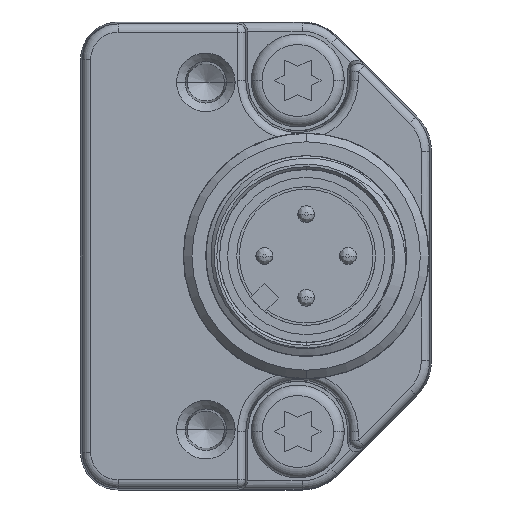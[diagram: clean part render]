
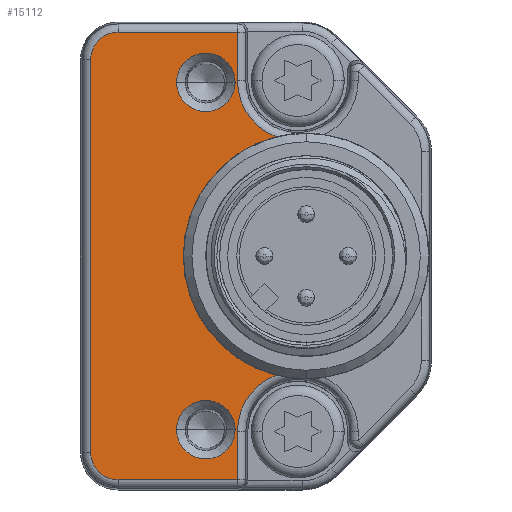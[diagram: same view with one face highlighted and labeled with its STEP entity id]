
A CAD part, left-side view. The second image highlights one B-rep face of the part: STEP entity #15112.
In plain terms, the highlighted planar face has unit normal (-1, 0, 0).
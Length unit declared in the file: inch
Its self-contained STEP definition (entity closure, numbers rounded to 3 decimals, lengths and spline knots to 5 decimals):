
#719=CARTESIAN_POINT('',(-0.51181,0.31496,
-0.41339));
#720=DIRECTION('',(1.,0.,0.));
#721=DIRECTION('',(0.,1.,0.));
#722=AXIS2_PLACEMENT_3D('',#719,#720,#721);
#724=DIRECTION('',(0.,0.,1.));
#725=VECTOR('',#724,0.11381);
#726=CARTESIAN_POINT('',(-0.51181,0.45723,
-0.5272));
#727=LINE('',#726,#725);
#728=DIRECTION('',(0.,-1.,0.));
#729=VECTOR('',#728,0.28096);
#730=CARTESIAN_POINT('',(-0.51181,0.73819,
-0.5272));
#731=LINE('',#730,#729);
#732=CARTESIAN_POINT('',(-0.51181,0.73819,
-0.4626));
#733=DIRECTION('',(-1.,0.,0.));
#734=DIRECTION('',(0.,1.,0.));
#735=AXIS2_PLACEMENT_3D('',#732,#733,#734);
#737=DIRECTION('',(0.,0.,-1.));
#738=VECTOR('',#737,0.9252);
#739=CARTESIAN_POINT('',(-0.51181,0.80279,
0.4626));
#740=LINE('',#739,#738);
#741=CARTESIAN_POINT('',(-0.51181,0.73819,
0.4626));
#742=DIRECTION('',(-1.,0.,0.));
#743=DIRECTION('',(0.,0.,1.));
#744=AXIS2_PLACEMENT_3D('',#741,#742,#743);
#746=DIRECTION('',(0.,1.,0.));
#747=VECTOR('',#746,0.28096);
#748=CARTESIAN_POINT('',(-0.51181,0.45723,
0.5272));
#749=LINE('',#748,#747);
#750=DIRECTION('',(0.,0.,1.));
#751=VECTOR('',#750,0.11381);
#752=CARTESIAN_POINT('',(-0.51181,0.45723,
0.41339));
#753=LINE('',#752,#751);
#754=CARTESIAN_POINT('',(-0.51181,0.31496,
0.41339));
#755=DIRECTION('',(1.,0.,0.));
#756=DIRECTION('',(0.,0.359,-0.933));
#757=AXIS2_PLACEMENT_3D('',#754,#755,#756);
#759=CARTESIAN_POINT('',(-0.51181,0.29528,0.));
#760=DIRECTION('',(-1.,0.,0.));
#761=DIRECTION('',(0.,0.244,0.97));
#762=AXIS2_PLACEMENT_3D('',#759,#760,#761);
#764=CARTESIAN_POINT('',(-0.51181,0.5315,
-0.40915));
#765=DIRECTION('',(1.,0.,0.));
#766=DIRECTION('',(0.,1.,0.));
#767=AXIS2_PLACEMENT_3D('',#764,#765,#766);
#769=CARTESIAN_POINT('',(-0.51181,0.5315,
-0.40915));
#770=DIRECTION('',(1.,0.,0.));
#771=DIRECTION('',(0.,-1.,0.));
#772=AXIS2_PLACEMENT_3D('',#769,#770,#771);
#774=CARTESIAN_POINT('',(-0.51181,0.5315,
0.40915));
#775=DIRECTION('',(1.,0.,0.));
#776=DIRECTION('',(0.,1.,0.));
#777=AXIS2_PLACEMENT_3D('',#774,#775,#776);
#779=CARTESIAN_POINT('',(-0.51181,0.5315,
0.40915));
#780=DIRECTION('',(1.,0.,0.));
#781=DIRECTION('',(0.,-1.,0.));
#782=AXIS2_PLACEMENT_3D('',#779,#780,#781);
#12357=CARTESIAN_POINT('',(-0.51181,0.80279,
-0.4626));
#12358=CARTESIAN_POINT('',(-0.51181,0.73819,
-0.5272));
#12359=VERTEX_POINT('',#12357);
#12360=VERTEX_POINT('',#12358);
#12365=CARTESIAN_POINT('',(-0.51181,0.80279,
0.4626));
#12366=VERTEX_POINT('',#12365);
#12369=CARTESIAN_POINT('',(-0.51181,0.73819,
0.5272));
#12370=VERTEX_POINT('',#12369);
#12393=CARTESIAN_POINT('',(-0.51181,0.60039,
-0.40915));
#12394=CARTESIAN_POINT('',(-0.51181,0.4626,
-0.40915));
#12395=VERTEX_POINT('',#12393);
#12396=VERTEX_POINT('',#12394);
#12397=CARTESIAN_POINT('',(-0.51181,0.60039,
0.40915));
#12398=CARTESIAN_POINT('',(-0.51181,0.4626,
0.40915));
#12399=VERTEX_POINT('',#12397);
#12400=VERTEX_POINT('',#12398);
#12429=CARTESIAN_POINT('',(-0.51181,0.45723,
-0.41339));
#12430=CARTESIAN_POINT('',(-0.51181,0.366,
-0.28059));
#12431=VERTEX_POINT('',#12429);
#12432=VERTEX_POINT('',#12430);
#12433=CARTESIAN_POINT('',(-0.51181,0.45723,
-0.5272));
#12434=VERTEX_POINT('',#12433);
#12457=CARTESIAN_POINT('',(-0.51181,0.366,
0.28059));
#12458=CARTESIAN_POINT('',(-0.51181,0.45723,
0.41339));
#12459=VERTEX_POINT('',#12457);
#12460=VERTEX_POINT('',#12458);
#12461=CARTESIAN_POINT('',(-0.51181,0.45723,
0.5272));
#12462=VERTEX_POINT('',#12461);
#15074=CARTESIAN_POINT('',(-0.51181,0.,0.));
#15075=DIRECTION('',(-1.,0.,0.));
#15076=DIRECTION('',(0.,0.,1.));
#15077=AXIS2_PLACEMENT_3D('',#15074,#15075,#15076);
#15078=PLANE('',#15077);
#15080=ORIENTED_EDGE('',*,*,#15079,.F.);
#15082=ORIENTED_EDGE('',*,*,#15081,.F.);
#15084=ORIENTED_EDGE('',*,*,#15083,.F.);
#15086=ORIENTED_EDGE('',*,*,#15085,.F.);
#15087=ORIENTED_EDGE('',*,*,#15064,.F.);
#15089=ORIENTED_EDGE('',*,*,#15088,.F.);
#15091=ORIENTED_EDGE('',*,*,#15090,.F.);
#15093=ORIENTED_EDGE('',*,*,#15092,.F.);
#15095=ORIENTED_EDGE('',*,*,#15094,.F.);
#15097=ORIENTED_EDGE('',*,*,#15096,.T.);
#15098=EDGE_LOOP('',(#15080,#15082,#15084,#15086,#15087,#15089,#15091,#15093,
#15095,#15097));
#15099=FACE_OUTER_BOUND('',#15098,.F.);
#15101=ORIENTED_EDGE('',*,*,#15100,.F.);
#15103=ORIENTED_EDGE('',*,*,#15102,.F.);
#15104=EDGE_LOOP('',(#15101,#15103));
#15105=FACE_BOUND('',#15104,.F.);
#15107=ORIENTED_EDGE('',*,*,#15106,.F.);
#15109=ORIENTED_EDGE('',*,*,#15108,.F.);
#15110=EDGE_LOOP('',(#15107,#15109));
#15111=FACE_BOUND('',#15110,.F.);
#15112=ADVANCED_FACE('',(#15099,#15105,#15111),#15078,.T.);
#723=CIRCLE('',#722,0.14227);
#736=CIRCLE('',#735,0.0646);
#745=CIRCLE('',#744,0.0646);
#758=CIRCLE('',#757,0.14227);
#763=CIRCLE('',#762,0.28937);
#768=CIRCLE('',#767,0.0689);
#773=CIRCLE('',#772,0.0689);
#778=CIRCLE('',#777,0.0689);
#783=CIRCLE('',#782,0.0689);
#15064=EDGE_CURVE('',#12366,#12359,#740,.T.);
#15079=EDGE_CURVE('',#12431,#12432,#723,.T.);
#15081=EDGE_CURVE('',#12434,#12431,#727,.T.);
#15083=EDGE_CURVE('',#12360,#12434,#731,.T.);
#15085=EDGE_CURVE('',#12359,#12360,#736,.T.);
#15088=EDGE_CURVE('',#12370,#12366,#745,.T.);
#15090=EDGE_CURVE('',#12462,#12370,#749,.T.);
#15092=EDGE_CURVE('',#12460,#12462,#753,.T.);
#15094=EDGE_CURVE('',#12459,#12460,#758,.T.);
#15096=EDGE_CURVE('',#12459,#12432,#763,.T.);
#15100=EDGE_CURVE('',#12395,#12396,#768,.T.);
#15102=EDGE_CURVE('',#12396,#12395,#773,.T.);
#15106=EDGE_CURVE('',#12399,#12400,#778,.T.);
#15108=EDGE_CURVE('',#12400,#12399,#783,.T.);
